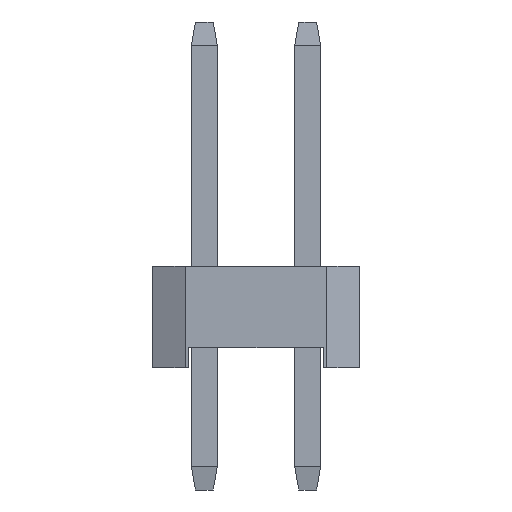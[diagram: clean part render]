
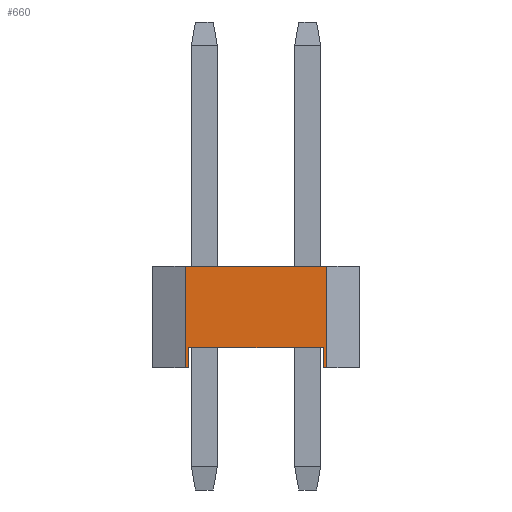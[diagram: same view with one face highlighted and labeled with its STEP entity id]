
A CAD part, left-side view. The second image highlights one B-rep face of the part: STEP entity #660.
In plain terms, the highlighted planar face has unit normal (-1, 0, 0).
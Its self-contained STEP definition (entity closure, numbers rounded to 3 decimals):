
#4 = EDGE_CURVE ( 'NONE', #3665, #3171, #2842, .T. ) ;
#8 = DIRECTION ( 'NONE',  ( 0., -1., 0. ) ) ;
#114 = LINE ( 'NONE', #1938, #852 ) ;
#190 = CARTESIAN_POINT ( 'NONE',  ( -8.89, -1.74, 0. ) ) ;
#318 = EDGE_CURVE ( 'NONE', #3360, #1047, #2311, .T. ) ;
#467 = DIRECTION ( 'NONE',  ( 0., -1., 0. ) ) ;
#476 = VECTOR ( 'NONE', #493, 1000. ) ;
#488 = VECTOR ( 'NONE', #1448, 1000. ) ;
#493 = DIRECTION ( 'NONE',  ( 0., 1., 0. ) ) ;
#660 = ADVANCED_FACE ( 'NONE', ( #2432 ), #1270, .F. ) ;
#663 = CARTESIAN_POINT ( 'NONE',  ( -8.89, -2.54, 2.5 ) ) ;
#670 = CARTESIAN_POINT ( 'NONE',  ( -8.89, 1.65, 0. ) ) ;
#696 = VECTOR ( 'NONE', #3139, 1000. ) ;
#746 = CARTESIAN_POINT ( 'NONE',  ( -8.89, 1.74, 2.5 ) ) ;
#793 = EDGE_CURVE ( 'NONE', #2375, #3392, #2273, .T. ) ;
#852 = VECTOR ( 'NONE', #467, 1000. ) ;
#933 = VECTOR ( 'NONE', #8, 1000. ) ;
#1047 = VERTEX_POINT ( 'NONE', #3304 ) ;
#1067 = VERTEX_POINT ( 'NONE', #1356 ) ;
#1270 = PLANE ( 'NONE',  #3271 ) ;
#1356 = CARTESIAN_POINT ( 'NONE',  ( -8.89, -1.65, 0.5 ) ) ;
#1386 = DIRECTION ( 'NONE',  ( 0., 0., 1. ) ) ;
#1406 = VECTOR ( 'NONE', #1386, 1000. ) ;
#1448 = DIRECTION ( 'NONE',  ( 0., 0., 1. ) ) ;
#1610 = ORIENTED_EDGE ( 'NONE', *, *, #3224, .T. ) ;
#1709 = ORIENTED_EDGE ( 'NONE', *, *, #2997, .F. ) ;
#1715 = CARTESIAN_POINT ( 'NONE',  ( -8.89, 1.65, 0.5 ) ) ;
#1781 = ORIENTED_EDGE ( 'NONE', *, *, #3295, .T. ) ;
#1804 = ORIENTED_EDGE ( 'NONE', *, *, #318, .F. ) ;
#1812 = DIRECTION ( 'NONE',  ( 1., 0., 0. ) ) ;
#1876 = CARTESIAN_POINT ( 'NONE',  ( -8.89, -1.65, 0. ) ) ;
#1919 = CARTESIAN_POINT ( 'NONE',  ( -8.89, -1.74, -6. ) ) ;
#1931 = CARTESIAN_POINT ( 'NONE',  ( -8.89, 1.65, 0.5 ) ) ;
#1936 = VERTEX_POINT ( 'NONE', #3567 ) ;
#1938 = CARTESIAN_POINT ( 'NONE',  ( -8.89, -2.54, 0. ) ) ;
#1965 = CARTESIAN_POINT ( 'NONE',  ( -8.89, -2.54, 2.5 ) ) ;
#2045 = CARTESIAN_POINT ( 'NONE',  ( -8.89, 1.65, 0. ) ) ;
#2053 = LINE ( 'NONE', #2623, #488 ) ;
#2109 = VECTOR ( 'NONE', #3544, 1000. ) ;
#2214 = ORIENTED_EDGE ( 'NONE', *, *, #4, .F. ) ;
#2273 = LINE ( 'NONE', #3458, #696 ) ;
#2283 = EDGE_LOOP ( 'NONE', ( #1781, #2214, #2284, #1709, #2935, #3090, #1804, #1610 ) ) ;
#2284 = ORIENTED_EDGE ( 'NONE', *, *, #2860, .F. ) ;
#2311 = LINE ( 'NONE', #1965, #933 ) ;
#2365 = VECTOR ( 'NONE', #3184, 1000. ) ;
#2375 = VERTEX_POINT ( 'NONE', #1876 ) ;
#2432 = FACE_OUTER_BOUND ( 'NONE', #2283, .T. ) ;
#2529 = CARTESIAN_POINT ( 'NONE',  ( -8.89, 1.74, 2.5 ) ) ;
#2623 = CARTESIAN_POINT ( 'NONE',  ( -8.89, -1.65, 0. ) ) ;
#2842 = LINE ( 'NONE', #2045, #2365 ) ;
#2860 = EDGE_CURVE ( 'NONE', #1067, #3665, #3326, .T. ) ;
#2935 = ORIENTED_EDGE ( 'NONE', *, *, #793, .T. ) ;
#2997 = EDGE_CURVE ( 'NONE', #2375, #1067, #2053, .T. ) ;
#3014 = LINE ( 'NONE', #746, #2109 ) ;
#3069 = LINE ( 'NONE', #1919, #1406 ) ;
#3090 = ORIENTED_EDGE ( 'NONE', *, *, #3353, .T. ) ;
#3139 = DIRECTION ( 'NONE',  ( 0., -1., 0. ) ) ;
#3171 = VERTEX_POINT ( 'NONE', #670 ) ;
#3184 = DIRECTION ( 'NONE',  ( 0., 0., -1. ) ) ;
#3224 = EDGE_CURVE ( 'NONE', #3360, #1936, #3014, .T. ) ;
#3271 = AXIS2_PLACEMENT_3D ( 'NONE', #663, #1812, #3579 ) ;
#3295 = EDGE_CURVE ( 'NONE', #1936, #3171, #114, .T. ) ;
#3304 = CARTESIAN_POINT ( 'NONE',  ( -8.89, -1.74, 2.5 ) ) ;
#3326 = LINE ( 'NONE', #1931, #476 ) ;
#3353 = EDGE_CURVE ( 'NONE', #3392, #1047, #3069, .T. ) ;
#3360 = VERTEX_POINT ( 'NONE', #2529 ) ;
#3392 = VERTEX_POINT ( 'NONE', #190 ) ;
#3458 = CARTESIAN_POINT ( 'NONE',  ( -8.89, -2.54, 0. ) ) ;
#3544 = DIRECTION ( 'NONE',  ( 0., 0., -1. ) ) ;
#3567 = CARTESIAN_POINT ( 'NONE',  ( -8.89, 1.74, 0. ) ) ;
#3579 = DIRECTION ( 'NONE',  ( 0., 0., -1. ) ) ;
#3665 = VERTEX_POINT ( 'NONE', #1715 ) ;
